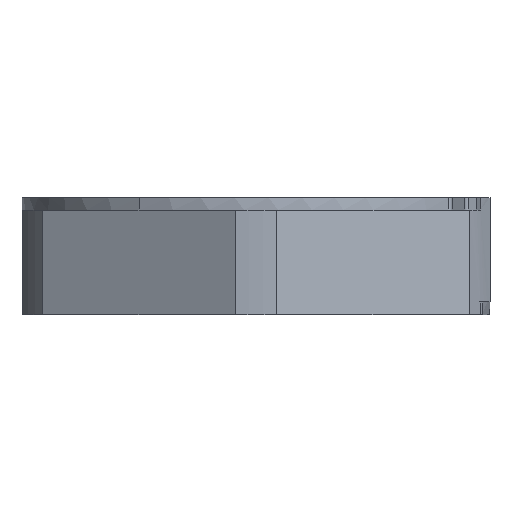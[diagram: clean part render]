
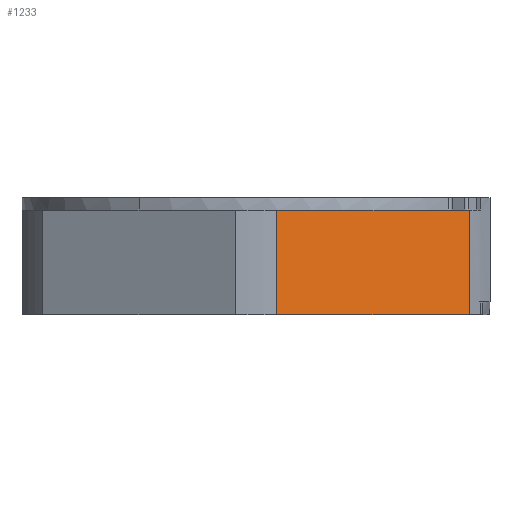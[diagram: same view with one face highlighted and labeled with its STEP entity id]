
A CAD part, front view. The second image highlights one B-rep face of the part: STEP entity #1233.
In plain terms, the highlighted planar face has unit normal (0.5, -0.866, 0).
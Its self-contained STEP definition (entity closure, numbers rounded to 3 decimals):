
#1205=AXIS2_PLACEMENT_3D('Plane Axis2P3D',#1202,#1203,#1204) ;
#197=CARTESIAN_POINT('Vertex',(26.761,6.702,0.)) ;
#200=CARTESIAN_POINT('Line Origine',(21.,3.376,0.)) ;
#204=CARTESIAN_POINT('Vertex',(15.239,0.05,0.)) ;
#1157=CARTESIAN_POINT('Vertex',(26.761,6.702,6.25)) ;
#1160=CARTESIAN_POINT('Line Origine',(26.761,6.702,0.)) ;
#1202=CARTESIAN_POINT('Axis2P3D Location',(26.761,6.702,0.)) ;
#1207=CARTESIAN_POINT('Line Origine',(18.12,1.713,6.25)) ;
#1211=CARTESIAN_POINT('Vertex',(15.239,0.05,6.25)) ;
#1213=CARTESIAN_POINT('Vertex',(21.,3.376,6.25)) ;
#1216=CARTESIAN_POINT('Line Origine',(15.239,0.05,3.125)) ;
#1221=CARTESIAN_POINT('Line Origine',(23.88,5.039,6.25)) ;
#201=DIRECTION('Vector Direction',(-0.866,-0.5,0.)) ;
#1161=DIRECTION('Vector Direction',(0.,0.,1.)) ;
#1203=DIRECTION('Axis2P3D Direction',(-0.5,0.866,0.)) ;
#1204=DIRECTION('Axis2P3D XDirection',(-0.866,-0.5,0.)) ;
#1208=DIRECTION('Vector Direction',(0.866,0.5,0.)) ;
#1217=DIRECTION('Vector Direction',(0.,0.,1.)) ;
#1222=DIRECTION('Vector Direction',(0.866,0.5,0.)) ;
#202=VECTOR('Line Direction',#201,1.) ;
#1162=VECTOR('Line Direction',#1161,1.) ;
#1209=VECTOR('Line Direction',#1208,1.) ;
#1218=VECTOR('Line Direction',#1217,1.) ;
#1223=VECTOR('Line Direction',#1222,1.) ;
#1227=ORIENTED_EDGE('',*,*,#1215,.F.) ;
#1228=ORIENTED_EDGE('',*,*,#1220,.F.) ;
#1229=ORIENTED_EDGE('',*,*,#206,.F.) ;
#1230=ORIENTED_EDGE('',*,*,#1164,.F.) ;
#1231=ORIENTED_EDGE('',*,*,#1225,.F.) ;
#1233=ADVANCED_FACE('Vereinigen1',(#1232),#1206,.F.) ;
#206=EDGE_CURVE('',#198,#205,#203,.T.) ;
#1164=EDGE_CURVE('',#1158,#198,#1163,.F.) ;
#1215=EDGE_CURVE('',#1212,#1214,#1210,.T.) ;
#1220=EDGE_CURVE('',#205,#1212,#1219,.T.) ;
#1225=EDGE_CURVE('',#1214,#1158,#1224,.T.) ;
#1226=EDGE_LOOP('',(#1227,#1228,#1229,#1230,#1231)) ;
#1232=FACE_OUTER_BOUND('',#1226,.T.) ;
#203=LINE('Line',#200,#202) ;
#1163=LINE('Line',#1160,#1162) ;
#1210=LINE('Line',#1207,#1209) ;
#1219=LINE('Line',#1216,#1218) ;
#1224=LINE('Line',#1221,#1223) ;
#1206=PLANE('',#1205) ;
#198=VERTEX_POINT('',#197) ;
#205=VERTEX_POINT('',#204) ;
#1158=VERTEX_POINT('',#1157) ;
#1212=VERTEX_POINT('',#1211) ;
#1214=VERTEX_POINT('',#1213) ;
